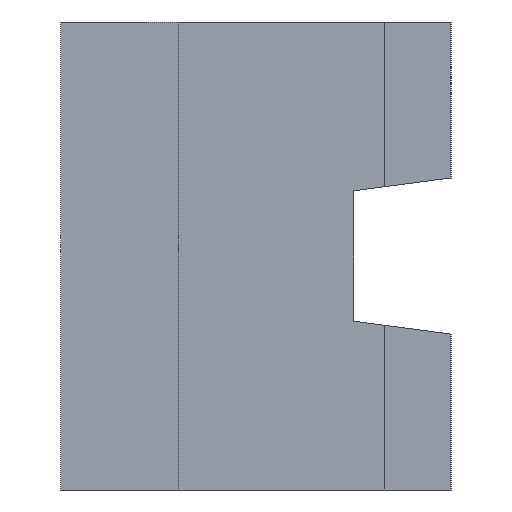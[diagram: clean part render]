
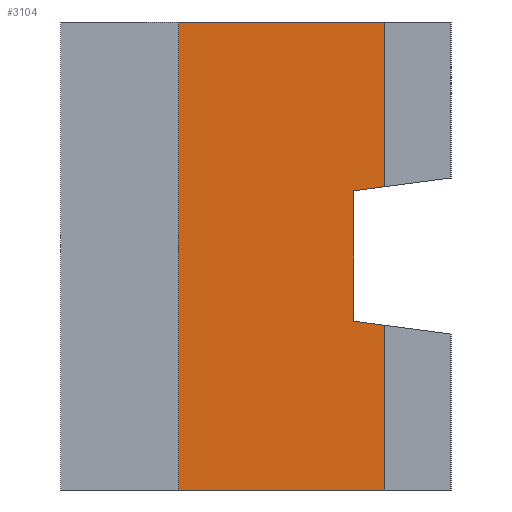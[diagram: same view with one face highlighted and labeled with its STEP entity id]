
A CAD part, left-side view. The second image highlights one B-rep face of the part: STEP entity #3104.
In plain terms, the highlighted planar face has unit normal (-1, 0, 0).
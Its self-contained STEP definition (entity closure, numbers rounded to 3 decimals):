
#212 = ORIENTED_EDGE ( 'NONE', *, *, #2431, .T. ) ;
#442 = VERTEX_POINT ( 'NONE', #4997 ) ;
#458 = LINE ( 'NONE', #3148, #3061 ) ;
#487 = ORIENTED_EDGE ( 'NONE', *, *, #3586, .F. ) ;
#846 = VECTOR ( 'NONE', #6381, 1000. ) ;
#1020 = CARTESIAN_POINT ( 'NONE',  ( -1., 0.17, -0.178 ) ) ;
#1034 = DIRECTION ( 'NONE',  ( 0., 0.991, 0.131 ) ) ;
#1233 = DIRECTION ( 'NONE',  ( 0., 0., 1. ) ) ;
#1249 = DIRECTION ( 'NONE',  ( 0., -1., 0. ) ) ;
#1255 = ORIENTED_EDGE ( 'NONE', *, *, #4514, .T. ) ;
#1417 = VECTOR ( 'NONE', #1249, 1000. ) ;
#1567 = LINE ( 'NONE', #4914, #1983 ) ;
#1727 = EDGE_CURVE ( 'NONE', #6526, #4432, #4067, .T. ) ;
#1746 = VECTOR ( 'NONE', #6985, 1000. ) ;
#1781 = CARTESIAN_POINT ( 'NONE',  ( -1., 0.7, 0.6 ) ) ;
#1970 = VECTOR ( 'NONE', #1034, 1000. ) ;
#1983 = VECTOR ( 'NONE', #7103, 1000. ) ;
#2151 = ORIENTED_EDGE ( 'NONE', *, *, #3185, .F. ) ;
#2431 = EDGE_CURVE ( 'NONE', #6383, #442, #7037, .T. ) ;
#2522 = FACE_OUTER_BOUND ( 'NONE', #5324, .T. ) ;
#2720 = ORIENTED_EDGE ( 'NONE', *, *, #3716, .F. ) ;
#2783 = ORIENTED_EDGE ( 'NONE', *, *, #1727, .F. ) ;
#3061 = VECTOR ( 'NONE', #3298, 1000. ) ;
#3104 = ADVANCED_FACE ( 'NONE', ( #2522 ), #5347, .F. ) ;
#3148 = CARTESIAN_POINT ( 'NONE',  ( -1., 1., 0.6 ) ) ;
#3185 = EDGE_CURVE ( 'NONE', #4432, #5399, #458, .T. ) ;
#3298 = DIRECTION ( 'NONE',  ( 0., -1., 0. ) ) ;
#3340 = CARTESIAN_POINT ( 'NONE',  ( -1., 0.25, 0.167 ) ) ;
#3580 = VERTEX_POINT ( 'NONE', #5313 ) ;
#3584 = LINE ( 'NONE', #6446, #1746 ) ;
#3586 = EDGE_CURVE ( 'NONE', #5399, #442, #3584, .T. ) ;
#3592 = CARTESIAN_POINT ( 'NONE',  ( -1., 0., 0.2 ) ) ;
#3641 = ORIENTED_EDGE ( 'NONE', *, *, #3927, .T. ) ;
#3716 = EDGE_CURVE ( 'NONE', #3765, #3580, #1567, .T. ) ;
#3765 = VERTEX_POINT ( 'NONE', #1020 ) ;
#3927 = EDGE_CURVE ( 'NONE', #6811, #6383, #5098, .T. ) ;
#3959 = CARTESIAN_POINT ( 'NONE',  ( -1., 0.7, -0.6 ) ) ;
#3995 = VECTOR ( 'NONE', #1233, 1000. ) ;
#4067 = LINE ( 'NONE', #1781, #6146 ) ;
#4432 = VERTEX_POINT ( 'NONE', #4749 ) ;
#4514 = EDGE_CURVE ( 'NONE', #3765, #6811, #6069, .T. ) ;
#4538 = LINE ( 'NONE', #6855, #1417 ) ;
#4749 = CARTESIAN_POINT ( 'NONE',  ( -1., 0.7, 0.6 ) ) ;
#4902 = CARTESIAN_POINT ( 'NONE',  ( -1., 0.25, -0.167 ) ) ;
#4914 = CARTESIAN_POINT ( 'NONE',  ( -1., 0.17, 0.6 ) ) ;
#4997 = CARTESIAN_POINT ( 'NONE',  ( -1., 0.17, 0.178 ) ) ;
#5098 = LINE ( 'NONE', #5200, #3995 ) ;
#5105 = ORIENTED_EDGE ( 'NONE', *, *, #6930, .T. ) ;
#5200 = CARTESIAN_POINT ( 'NONE',  ( -1., 0.25, 0.167 ) ) ;
#5273 = DIRECTION ( 'NONE',  ( 0., 1., 0. ) ) ;
#5313 = CARTESIAN_POINT ( 'NONE',  ( -1., 0.17, -0.6 ) ) ;
#5324 = EDGE_LOOP ( 'NONE', ( #2720, #1255, #3641, #212, #487, #2151, #2783, #5105 ) ) ;
#5347 = PLANE ( 'NONE',  #6453 ) ;
#5369 = CARTESIAN_POINT ( 'NONE',  ( -1., 1.086, -0.057 ) ) ;
#5399 = VERTEX_POINT ( 'NONE', #6829 ) ;
#5706 = DIRECTION ( 'NONE',  ( 0., 0., 1. ) ) ;
#5931 = CARTESIAN_POINT ( 'NONE',  ( -1., 1., 0.6 ) ) ;
#6069 = LINE ( 'NONE', #5369, #1970 ) ;
#6146 = VECTOR ( 'NONE', #5706, 1000. ) ;
#6381 = DIRECTION ( 'NONE',  ( 0., -0.991, 0.131 ) ) ;
#6383 = VERTEX_POINT ( 'NONE', #3340 ) ;
#6439 = DIRECTION ( 'NONE',  ( 1., 0., 0. ) ) ;
#6446 = CARTESIAN_POINT ( 'NONE',  ( -1., 0.17, 0.6 ) ) ;
#6453 = AXIS2_PLACEMENT_3D ( 'NONE', #5931, #6439, #5273 ) ;
#6526 = VERTEX_POINT ( 'NONE', #3959 ) ;
#6811 = VERTEX_POINT ( 'NONE', #4902 ) ;
#6829 = CARTESIAN_POINT ( 'NONE',  ( -1., 0.17, 0.6 ) ) ;
#6855 = CARTESIAN_POINT ( 'NONE',  ( -1., 1., -0.6 ) ) ;
#6930 = EDGE_CURVE ( 'NONE', #6526, #3580, #4538, .T. ) ;
#6985 = DIRECTION ( 'NONE',  ( 0., 0., -1. ) ) ;
#7037 = LINE ( 'NONE', #3592, #846 ) ;
#7103 = DIRECTION ( 'NONE',  ( 0., 0., -1. ) ) ;
